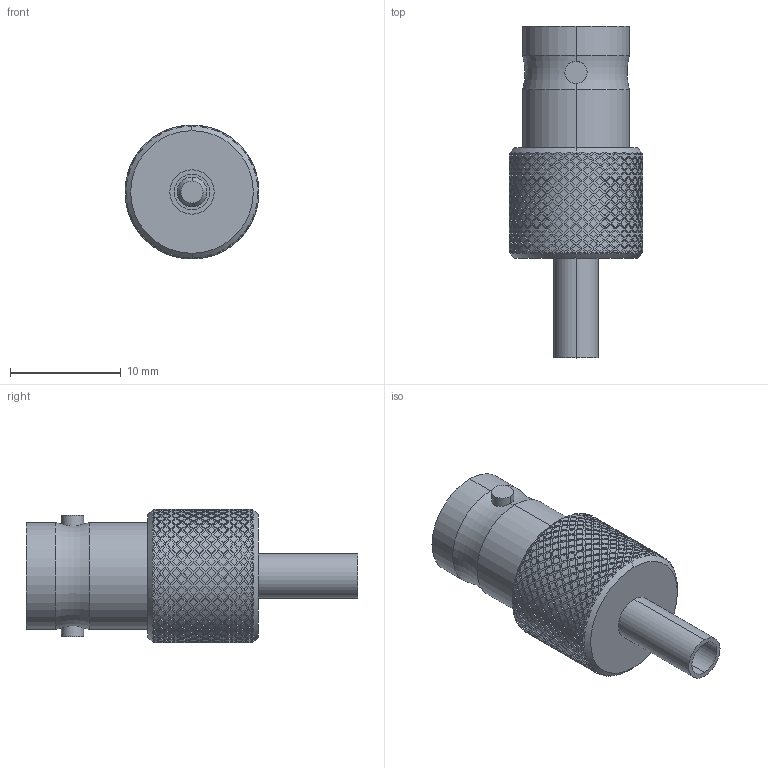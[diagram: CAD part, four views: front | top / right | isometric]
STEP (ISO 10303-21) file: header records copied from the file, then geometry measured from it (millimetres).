
FILE_DESCRIPTION((''),'2;1');
FILE_NAME('1','2021-09-06T',('Administrator'),(''),'PRO/ENGINEER BY PARAMETRIC TECHNOLOGY CORPORATION, 2012090','PRO/ENGINEER BY PARAMETRIC TECHNOLOGY CORPORATION, 2012090','');
FILE_SCHEMA(('CONFIG_CONTROL_DESIGN'));
Products named in the file (1): 1
Bounding box: 12.09 x 30 x 12.09 mm (x, y, z)
Volume: 1532.4 mm3; surface area: 1580.7 mm2
Topology: 1 solids, 1 shells, 4857 faces, 11243 edges, 6392 vertices
Faces by surface type: bspline 4096, cylinder 718, plane 25, cone 16, torus 2
Entity records: 322492 total; most frequent: CARTESIAN_POINT 246023, ORIENTED_EDGE 22482, EDGE_CURVE 11241, B_SPLINE_CURVE_WITH_KNOTS 9639, VERTEX_POINT 6392, EDGE_LOOP 4863, FACE_OUTER_BOUND 4857, ADVANCED_FACE 4857
